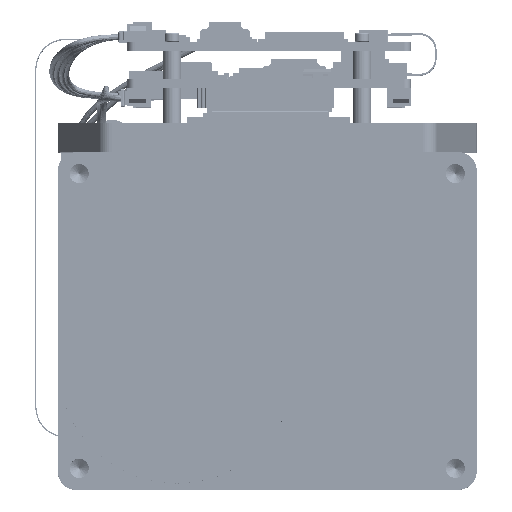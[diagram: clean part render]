
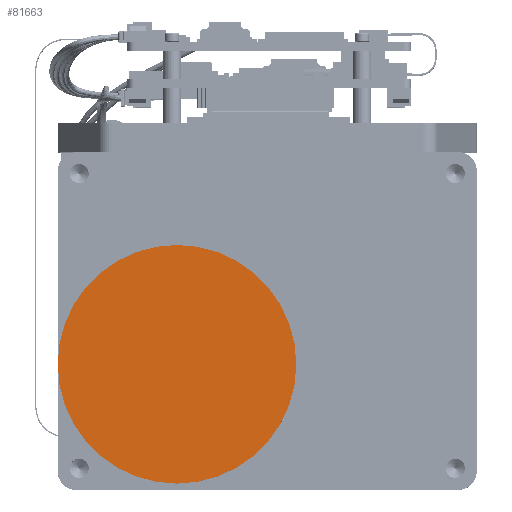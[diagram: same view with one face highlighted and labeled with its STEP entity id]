
A CAD part, top view. The second image highlights one B-rep face of the part: STEP entity #81663.
In plain terms, the highlighted planar face has unit normal (0, 0, 1).
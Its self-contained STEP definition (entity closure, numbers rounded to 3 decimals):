
#22809 = CARTESIAN_POINT ( 'NONE',  ( 218.952, 17.802, -100.851 ) ) ;
#23211 = AXIS2_PLACEMENT_3D ( 'NONE', #22809, #77307, #170513 ) ;
#33281 = PLANE ( 'NONE',  #158848 ) ;
#75335 = EDGE_LOOP ( 'NONE', ( #107632 ) ) ;
#77307 = DIRECTION ( 'NONE',  ( 0., 0., -1. ) ) ;
#81663 = ADVANCED_FACE ( 'NONE', ( #104738 ), #33281, .T. ) ;
#90126 = CARTESIAN_POINT ( 'NONE',  ( 218.952, 38.302, -100.851 ) ) ;
#100479 = CIRCLE ( 'NONE', #23211, 20.5 ) ;
#104738 = FACE_OUTER_BOUND ( 'NONE', #75335, .T. ) ;
#107632 = ORIENTED_EDGE ( 'NONE', *, *, #114061, .F. ) ;
#114061 = EDGE_CURVE ( 'NONE', #145841, #145841, #100479, .T. ) ;
#142212 = DIRECTION ( 'NONE',  ( 0., 0., 1. ) ) ;
#145841 = VERTEX_POINT ( 'NONE', #236712 ) ;
#158848 = AXIS2_PLACEMENT_3D ( 'NONE', #90126, #142212, #163953 ) ;
#163953 = DIRECTION ( 'NONE',  ( 0., -1., 0. ) ) ;
#170513 = DIRECTION ( 'NONE',  ( 0., 1., 0. ) ) ;
#236712 = CARTESIAN_POINT ( 'NONE',  ( 218.952, 38.302, -100.851 ) ) ;
